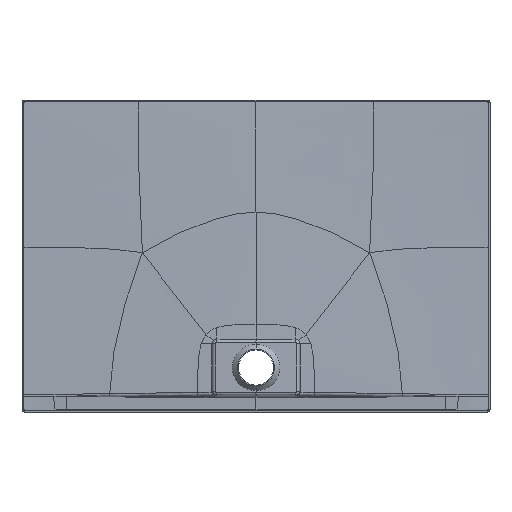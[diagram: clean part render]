
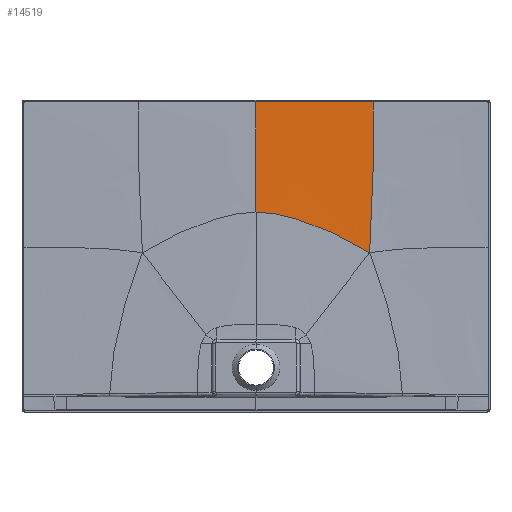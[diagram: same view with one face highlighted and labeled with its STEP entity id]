
A CAD part, front view. The second image highlights one B-rep face of the part: STEP entity #14519.
In plain terms, the highlighted free-form (B-spline) face has degree [3, 3] with [8, 10] control points.
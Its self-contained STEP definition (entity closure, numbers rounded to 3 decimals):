
#3738=CARTESIAN_POINT('',(300.001,-3.052,794.979));
#3761=CARTESIAN_POINT('',(-0.003,-3.121,
794.952));
#3762=CARTESIAN_POINT('',(19.649,-3.121,794.952));
#3763=CARTESIAN_POINT('',(57.449,-3.118,794.954));
#3764=CARTESIAN_POINT('',(108.867,-3.108,794.957));
#3765=CARTESIAN_POINT('',(157.254,-3.096,794.962));
#3766=CARTESIAN_POINT('',(205.719,-3.081,794.968));
#3767=CARTESIAN_POINT('',(254.165,-3.066,794.974));
#3768=CARTESIAN_POINT('',(284.897,-3.057,794.977));
#3769=CARTESIAN_POINT('',(300.001,-3.052,794.979));
#3771=CARTESIAN_POINT('',(300.001,-3.052,794.979));
#3772=CARTESIAN_POINT('',(300.005,-3.327,768.907));
#3773=CARTESIAN_POINT('',(300.015,-3.992,714.248));
#3774=CARTESIAN_POINT('',(300.264,-5.034,639.975));
#3775=CARTESIAN_POINT('',(299.889,-5.991,573.015));
#3776=CARTESIAN_POINT('',(298.791,-6.761,519.709));
#3777=CARTESIAN_POINT('',(296.672,-7.448,473.378));
#3778=CARTESIAN_POINT('',(293.987,-8.028,436.085));
#3779=CARTESIAN_POINT('',(292.297,-8.327,417.557));
#3780=CARTESIAN_POINT('',(291.365,-8.479,408.368));
#3782=DIRECTION('',(0.,-0.024,-1.));
#3783=VECTOR('',#3782,282.461);
#3784=CARTESIAN_POINT('',(-0.003,-3.121,
794.952));
#3785=LINE('',#3784,#3783);
#3833=CARTESIAN_POINT('',(0.,-9.849,
512.571));
#3834=CARTESIAN_POINT('',(21.39,-9.849,512.571));
#3835=CARTESIAN_POINT('',(65.876,-9.75,506.643));
#3836=CARTESIAN_POINT('',(136.892,-9.432,484.741));
#3837=CARTESIAN_POINT('',(199.398,-9.118,459.335));
#3838=CARTESIAN_POINT('',(251.444,-8.799,433.132));
#3839=CARTESIAN_POINT('',(278.019,-8.595,417.191));
#3840=CARTESIAN_POINT('',(291.365,-8.479,408.368));
#3893=CARTESIAN_POINT('',(291.365,-8.479,408.368));
#4606=VERTEX_POINT('',#3893);
#4723=VERTEX_POINT('',#3738);
#4745=CARTESIAN_POINT('',(0.,-9.849,
512.571));
#4747=VERTEX_POINT('',#4745);
#4748=CARTESIAN_POINT('',(-0.003,-3.121,
794.952));
#4749=VERTEX_POINT('',#4748);
#14429=CARTESIAN_POINT('',(-3.061,-3.034,
798.598));
#14430=CARTESIAN_POINT('',(-3.061,-3.593,
775.131));
#14431=CARTESIAN_POINT('',(-3.02,-4.723,
727.704));
#14432=CARTESIAN_POINT('',(-2.891,-6.138,
668.297));
#14433=CARTESIAN_POINT('',(-2.774,-7.28,
620.378));
#14434=CARTESIAN_POINT('',(-2.694,-8.136,
584.438));
#14435=CARTESIAN_POINT('',(-2.644,-8.85,
554.487));
#14436=CARTESIAN_POINT('',(-2.621,-9.441,
529.693));
#14437=CARTESIAN_POINT('',(-2.615,-9.746,
516.879));
#14438=CARTESIAN_POINT('',(-2.615,-9.908,
510.056));
#14439=CARTESIAN_POINT('',(22.959,-3.034,
798.599));
#14440=CARTESIAN_POINT('',(22.954,-3.594,
775.137));
#14441=CARTESIAN_POINT('',(22.648,-4.726,
727.725));
#14442=CARTESIAN_POINT('',(21.674,-6.143,
668.355));
#14443=CARTESIAN_POINT('',(20.788,-7.285,
620.483));
#14444=CARTESIAN_POINT('',(20.178,-8.141,
584.588));
#14445=CARTESIAN_POINT('',(19.802,-8.855,
554.68));
#14446=CARTESIAN_POINT('',(19.62,-9.445,
529.922));
#14447=CARTESIAN_POINT('',(19.579,-9.75,
517.127));
#14448=CARTESIAN_POINT('',(19.573,-9.913,
510.313));
#14449=CARTESIAN_POINT('',(73.979,-3.033,
798.587));
#14450=CARTESIAN_POINT('',(73.963,-3.573,
774.99));
#14451=CARTESIAN_POINT('',(73.034,-4.667,
727.234));
#14452=CARTESIAN_POINT('',(70.204,-6.045,
667.005));
#14453=CARTESIAN_POINT('',(67.771,-7.17,
618.031));
#14454=CARTESIAN_POINT('',(66.183,-8.022,
581.105));
#14455=CARTESIAN_POINT('',(65.296,-8.74,
550.212));
#14456=CARTESIAN_POINT('',(64.937,-9.339,
524.617));
#14457=CARTESIAN_POINT('',(64.896,-9.65,
511.397));
#14458=CARTESIAN_POINT('',(64.915,-9.816,
504.362));
#14459=CARTESIAN_POINT('',(149.999,-3.029,
798.549));
#14460=CARTESIAN_POINT('',(149.974,-3.494,
774.511));
#14461=CARTESIAN_POINT('',(148.517,-4.45,
725.618));
#14462=CARTESIAN_POINT('',(144.282,-5.705,
662.346));
#14463=CARTESIAN_POINT('',(140.819,-6.778,
609.266));
#14464=CARTESIAN_POINT('',(138.647,-7.621,
568.411));
#14465=CARTESIAN_POINT('',(137.483,-8.357,
533.66));
#14466=CARTESIAN_POINT('',(136.991,-8.987,
504.721));
#14467=CARTESIAN_POINT('',(136.896,-9.319,
489.767));
#14468=CARTESIAN_POINT('',(136.887,-9.497,
481.832));
#14469=CARTESIAN_POINT('',(212.499,-3.024,
798.496));
#14470=CARTESIAN_POINT('',(212.479,-3.411,
773.78));
#14471=CARTESIAN_POINT('',(211.224,-4.239,
723.294));
#14472=CARTESIAN_POINT('',(207.681,-5.396,
656.37));
#14473=CARTESIAN_POINT('',(204.713,-6.429,
598.599));
#14474=CARTESIAN_POINT('',(202.687,-7.262,
553.328));
#14475=CARTESIAN_POINT('',(201.259,-8.008,
514.321));
#14476=CARTESIAN_POINT('',(200.164,-8.656,
481.755));
#14477=CARTESIAN_POINT('',(199.602,-9.,
464.968));
#14478=CARTESIAN_POINT('',(199.281,-9.186,
456.074));
#14479=CARTESIAN_POINT('',(263.316,-3.02,
798.415));
#14480=CARTESIAN_POINT('',(263.308,-3.345,
772.571));
#14481=CARTESIAN_POINT('',(262.678,-4.081,
719.636));
#14482=CARTESIAN_POINT('',(261.024,-5.179,
648.4));
#14483=CARTESIAN_POINT('',(259.361,-6.176,
585.786));
#14484=CARTESIAN_POINT('',(257.813,-6.983,
536.194));
#14485=CARTESIAN_POINT('',(256.027,-7.708,
493.185));
#14486=CARTESIAN_POINT('',(254.034,-8.341,
457.318));
#14487=CARTESIAN_POINT('',(252.764,-8.678,
438.861));
#14488=CARTESIAN_POINT('',(252.026,-8.86,
429.135));
#14489=CARTESIAN_POINT('',(289.133,-3.018,
798.356));
#14490=CARTESIAN_POINT('',(289.134,-3.313,
771.646));
#14491=CARTESIAN_POINT('',(288.943,-4.006,
716.878));
#14492=CARTESIAN_POINT('',(288.606,-5.077,
642.773));
#14493=CARTESIAN_POINT('',(287.839,-6.048,
577.196));
#14494=CARTESIAN_POINT('',(286.609,-6.831,
525.052));
#14495=CARTESIAN_POINT('',(284.602,-7.532,
479.757));
#14496=CARTESIAN_POINT('',(282.048,-8.143,
441.997));
#14497=CARTESIAN_POINT('',(280.403,-8.47,
422.636));
#14498=CARTESIAN_POINT('',(279.39,-8.646,
412.387));
#14499=CARTESIAN_POINT('',(302.45,-3.017,
798.32));
#14500=CARTESIAN_POINT('',(302.455,-3.296,
771.068));
#14501=CARTESIAN_POINT('',(302.505,-3.968,
715.161));
#14502=CARTESIAN_POINT('',(302.891,-5.024,
639.352));
#14503=CARTESIAN_POINT('',(302.603,-5.978,
572.082));
#14504=CARTESIAN_POINT('',(301.536,-6.745,
518.516));
#14505=CARTESIAN_POINT('',(299.392,-7.43,
471.952));
#14506=CARTESIAN_POINT('',(296.562,-8.027,
433.175));
#14507=CARTESIAN_POINT('',(294.687,-8.346,
413.267));
#14508=CARTESIAN_POINT('',(293.58,-8.52,
402.781));
#14509=B_SPLINE_SURFACE_WITH_KNOTS('',3,3,((#14429,#14430,#14431,#14432,#14433,
#14434,#14435,#14436,#14437,#14438),(#14439,#14440,#14441,#14442,#14443,#14444,
#14445,#14446,#14447,#14448),(#14449,#14450,#14451,#14452,#14453,#14454,#14455,
#14456,#14457,#14458),(#14459,#14460,#14461,#14462,#14463,#14464,#14465,#14466,
#14467,#14468),(#14469,#14470,#14471,#14472,#14473,#14474,#14475,#14476,#14477,
#14478),(#14479,#14480,#14481,#14482,#14483,#14484,#14485,#14486,#14487,#14488),
(#14489,#14490,#14491,#14492,#14493,#14494,#14495,#14496,#14497,#14498),(#14499,
#14500,#14501,#14502,#14503,#14504,#14505,#14506,#14507,#14508)),.UNSPECIFIED.,
.F.,.F.,.F.,(4,1,1,1,1,4),(4,1,1,1,1,1,1,4),(-0.005,0.125,0.25,
0.375,0.438,0.504),(0.003,0.125,0.25,0.313,
0.375,0.438,0.469,0.504),.UNSPECIFIED.);
#14511=ORIENTED_EDGE('',*,*,#14510,.F.);
#14513=ORIENTED_EDGE('',*,*,#14512,.T.);
#14514=ORIENTED_EDGE('',*,*,#14420,.T.);
#14516=ORIENTED_EDGE('',*,*,#14515,.F.);
#14517=EDGE_LOOP('',(#14511,#14513,#14514,#14516));
#14518=FACE_OUTER_BOUND('',#14517,.F.);
#14519=ADVANCED_FACE('',(#14518),#14509,.F.);
#3770=B_SPLINE_CURVE_WITH_KNOTS('',3,(#3761,#3762,#3763,#3764,#3765,#3766,#3767,
#3768,#3769),.UNSPECIFIED.,.F.,.F.,(4,1,1,1,1,1,4),(0.,0.167,
0.333,0.5,0.667,0.833,1.),
.UNSPECIFIED.);
#3781=B_SPLINE_CURVE_WITH_KNOTS('',3,(#3771,#3772,#3773,#3774,#3775,#3776,#3777,
#3778,#3779,#3780),.UNSPECIFIED.,.F.,.F.,(4,1,1,1,1,1,1,4),(0.,
0.238,0.492,0.619,0.746,
0.873,0.937,1.),.UNSPECIFIED.);
#3841=B_SPLINE_CURVE_WITH_KNOTS('',3,(#3833,#3834,#3835,#3836,#3837,#3838,#3839,
#3840),.UNSPECIFIED.,.F.,.F.,(4,1,1,1,1,4),(0.,0.25,0.5,0.75,0.875,
1.),.UNSPECIFIED.);
#14420=EDGE_CURVE('',#4723,#4606,#3781,.T.);
#14510=EDGE_CURVE('',#4749,#4747,#3785,.T.);
#14512=EDGE_CURVE('',#4749,#4723,#3770,.T.);
#14515=EDGE_CURVE('',#4747,#4606,#3841,.T.);
